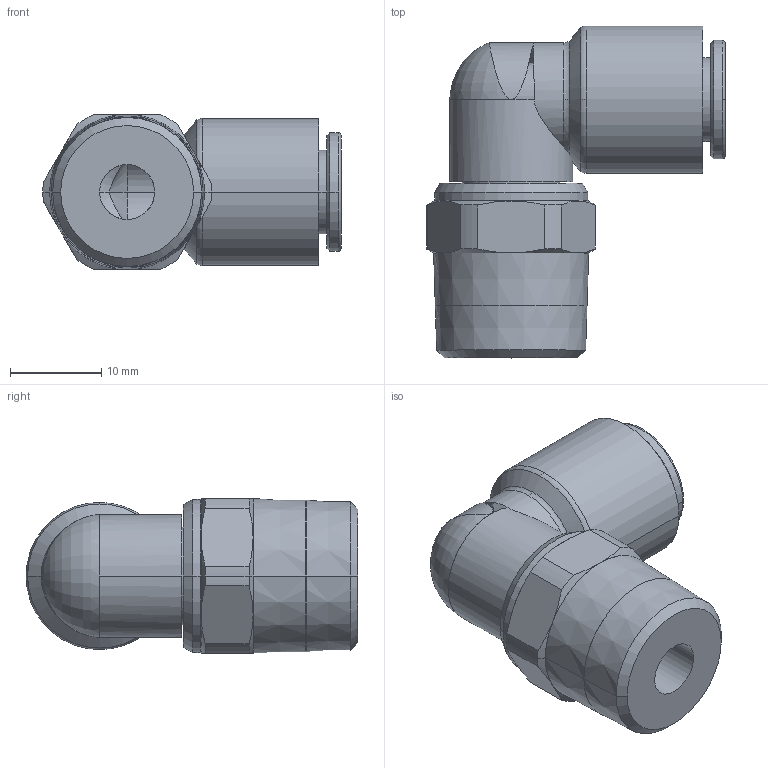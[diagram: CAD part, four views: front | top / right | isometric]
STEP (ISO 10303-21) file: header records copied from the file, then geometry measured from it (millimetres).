
FILE_DESCRIPTION(('STEP AP214'),'1');
FILE_NAME('3159_08_17.stp','2016-07-07T14:53:51',('TraceParts'),('TraceParts S.A.'),'Spatial InterOp 3D',' ',' ');
FILE_SCHEMA(('automotive_design'));
Length unit declared in the file: millimetre
Products named in the file (1): 1
Bounding box: 32.76 x 36.44 x 17.02 mm (x, y, z)
Volume: 7615.4 mm3; surface area: 4316.4 mm2
Topology: 1 solids, 1 shells, 88 faces, 212 edges, 134 vertices
Faces by surface type: cone 32, cylinder 27, plane 17, torus 12
Entity records: 3082 total; most frequent: CARTESIAN_POINT 1013, DIRECTION 463, ORIENTED_EDGE 424, EDGE_CURVE 212, AXIS2_PLACEMENT_3D 206, VERTEX_POINT 134, CIRCLE 117, EDGE_LOOP 98
